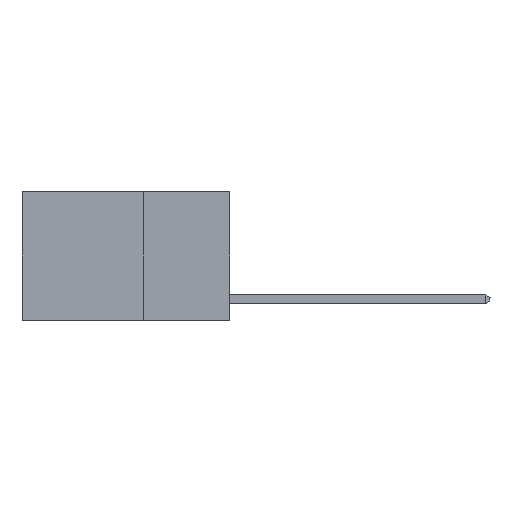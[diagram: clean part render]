
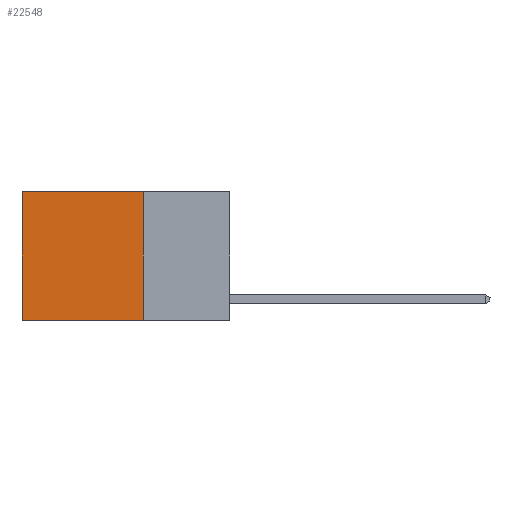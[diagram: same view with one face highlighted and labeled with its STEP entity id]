
A CAD part, left-side view. The second image highlights one B-rep face of the part: STEP entity #22548.
In plain terms, the highlighted planar face has unit normal (-1, 0, 0).
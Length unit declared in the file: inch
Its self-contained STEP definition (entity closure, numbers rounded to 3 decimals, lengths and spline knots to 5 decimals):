
#137 = LINE ( 'NONE', #13387, #15792 ) ;
#171 = LINE ( 'NONE', #25041, #14527 ) ;
#660 = CARTESIAN_POINT ( 'NONE',  ( 0.2625, 0.25, -0.37 ) ) ;
#1039 = VERTEX_POINT ( 'NONE', #28838 ) ;
#1145 = DIRECTION ( 'NONE',  ( 1., 0., 0. ) ) ;
#3210 = ORIENTED_EDGE ( 'NONE', *, *, #5379, .T. ) ;
#5379 = EDGE_CURVE ( 'NONE', #18463, #23549, #26166, .T. ) ;
#6089 = CARTESIAN_POINT ( 'NONE',  ( 0.2625, 0.6, 0. ) ) ;
#6368 = ORIENTED_EDGE ( 'NONE', *, *, #14942, .F. ) ;
#8236 = VECTOR ( 'NONE', #29360, 39.37008 ) ;
#8290 = AXIS2_PLACEMENT_3D ( 'NONE', #19356, #1145, #22004 ) ;
#10091 = DIRECTION ( 'NONE',  ( 0., 0., -1. ) ) ;
#11592 = CARTESIAN_POINT ( 'NONE',  ( 0.2625, 0.6, 0. ) ) ;
#12904 = FACE_OUTER_BOUND ( 'NONE', #23817, .T. ) ;
#13387 = CARTESIAN_POINT ( 'NONE',  ( 0.2625, 0.25, 0. ) ) ;
#14527 = VECTOR ( 'NONE', #20896, 39.37008 ) ;
#14863 = PLANE ( 'NONE',  #8290 ) ;
#14942 = EDGE_CURVE ( 'NONE', #1039, #21626, #137, .T. ) ;
#15100 = LINE ( 'NONE', #17788, #8236 ) ;
#15792 = VECTOR ( 'NONE', #22492, 39.37008 ) ;
#16099 = EDGE_CURVE ( 'NONE', #1039, #18463, #15100, .T. ) ;
#16576 = ORIENTED_EDGE ( 'NONE', *, *, #16099, .T. ) ;
#17005 = CARTESIAN_POINT ( 'NONE',  ( 0.2625, 0.6, -0.37 ) ) ;
#17788 = CARTESIAN_POINT ( 'NONE',  ( 0.2625, 0.25, 0. ) ) ;
#18463 = VERTEX_POINT ( 'NONE', #11592 ) ;
#19356 = CARTESIAN_POINT ( 'NONE',  ( 0.2625, 0.25, 0. ) ) ;
#20896 = DIRECTION ( 'NONE',  ( 0., 1., 0. ) ) ;
#21626 = VERTEX_POINT ( 'NONE', #660 ) ;
#22004 = DIRECTION ( 'NONE',  ( 0., 0., -1. ) ) ;
#22492 = DIRECTION ( 'NONE',  ( 0., 0., -1. ) ) ;
#22548 = ADVANCED_FACE ( 'NONE', ( #12904 ), #14863, .F. ) ;
#23549 = VERTEX_POINT ( 'NONE', #17005 ) ;
#23817 = EDGE_LOOP ( 'NONE', ( #3210, #26049, #6368, #16576 ) ) ;
#24710 = EDGE_CURVE ( 'NONE', #21626, #23549, #171, .T. ) ;
#25041 = CARTESIAN_POINT ( 'NONE',  ( 0.2625, 0.25, -0.37 ) ) ;
#25602 = VECTOR ( 'NONE', #10091, 39.37008 ) ;
#26049 = ORIENTED_EDGE ( 'NONE', *, *, #24710, .F. ) ;
#26166 = LINE ( 'NONE', #6089, #25602 ) ;
#28838 = CARTESIAN_POINT ( 'NONE',  ( 0.2625, 0.25, 0. ) ) ;
#29360 = DIRECTION ( 'NONE',  ( 0., 1., 0. ) ) ;
